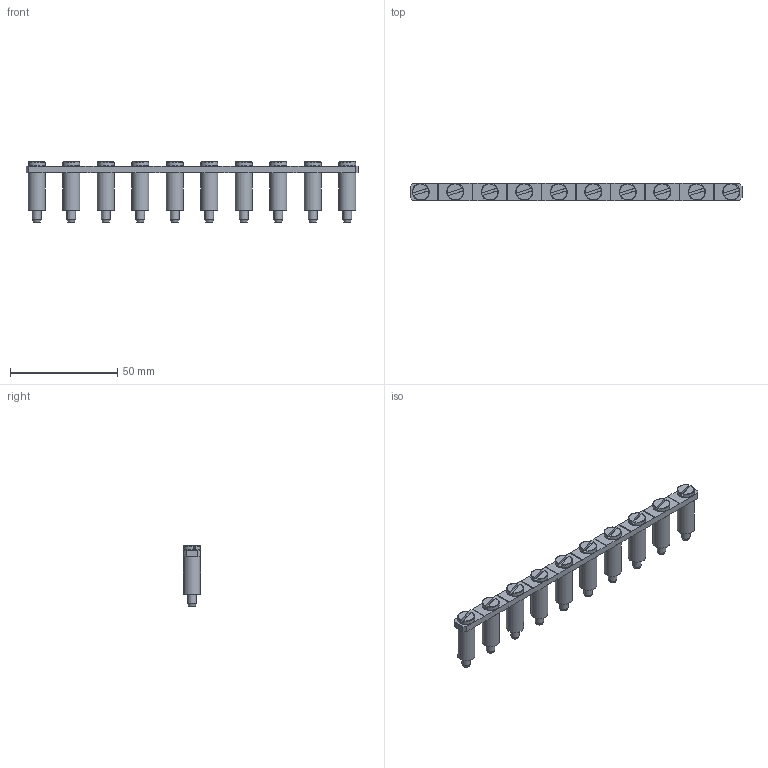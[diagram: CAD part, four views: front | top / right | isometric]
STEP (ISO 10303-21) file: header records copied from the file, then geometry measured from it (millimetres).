
FILE_DESCRIPTION(/* description */ ('Unknown'),/* implementation_level */ '2;1');
FILE_NAME(/* name */ 'JSSB-10-16_BPN',/* time_stamp */ '2024-11-15T07:53:14-03:00',/* author */ ('Unknown'),/* organization */ ('Unknown'),/* preprocessor_version */ 'ST-DEVELOPER v16.7',/* originating_system */ 'Solid Edge',/* authorisation */ 'Unknown');
FILE_SCHEMA (('AUTOMOTIVE_DESIGN {1 0 10303 214 3 1 1}'));
Length unit declared in the file: millimetre
Products named in the file (1): JSSB-10-16_BPN
Bounding box: 154.9 x 8 x 28.01 mm (x, y, z)
Volume: 14071.1 mm3; surface area: 9229.7 mm2
Topology: 1 solids, 1 shells, 214 faces, 536 edges, 344 vertices
Faces by surface type: plane 144, cylinder 30, bspline 30, cone 10
Full cylindrical faces by diameter (mm): 4 x10, 7.9 x10, 8 x10
Entity records: 7330 total; most frequent: CARTESIAN_POINT 2705, ORIENTED_EDGE 932, DIRECTION 856, EDGE_CURVE 466, VERTEX_POINT 324, LINE 286, VECTOR 286, AXIS2_PLACEMENT_3D 285
